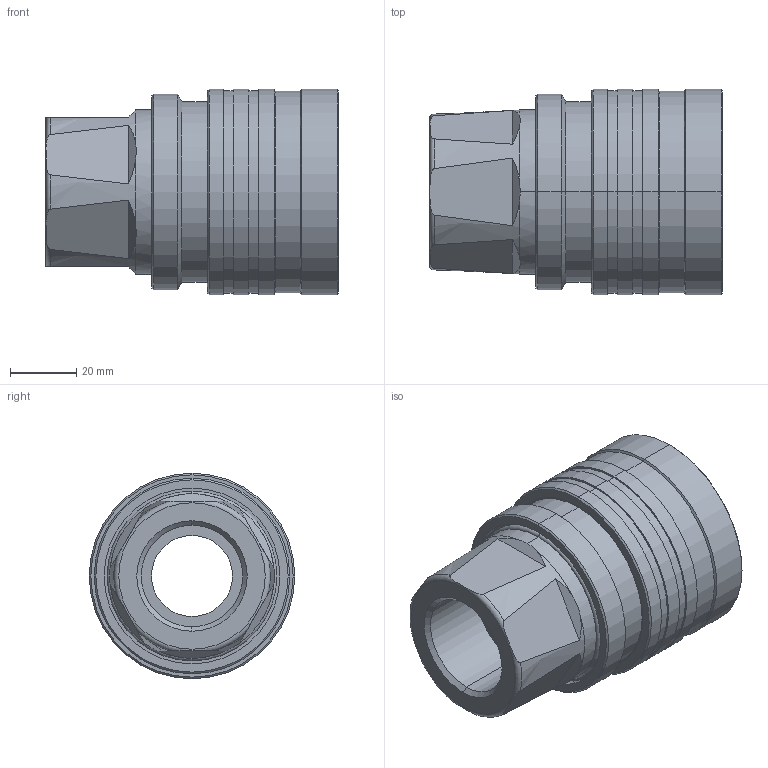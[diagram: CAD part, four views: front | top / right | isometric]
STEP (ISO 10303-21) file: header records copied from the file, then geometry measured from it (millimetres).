
FILE_DESCRIPTION (( 'STEP AP214' ), '1' );
FILE_NAME ('10010 UV.STEP', '2015-09-04T07:16:24', ( 'admin' ), ( 'Microsoft' ), 'SwSTEP 2.0', 'SolidWorks 2009', '' );
FILE_SCHEMA (( 'AUTOMOTIVE_DESIGN' ));
Length unit declared in the file: millimetre
Products named in the file (1): 10010 UV
Bounding box: 88.3 x 62 x 62 mm (x, y, z)
Volume: 134475.3 mm3; surface area: 33884.6 mm2
Topology: 1 solids, 1 shells, 125 faces, 270 edges, 164 vertices
Faces by surface type: cylinder 42, cone 40, plane 31, torus 12
Entity records: 5038 total; most frequent: CARTESIAN_POINT 888, DIRECTION 630, ORIENTED_EDGE 540, AXIS2_PLACEMENT_3D 274, EDGE_CURVE 270, VERTEX_POINT 164, CIRCLE 148, EDGE_LOOP 144
